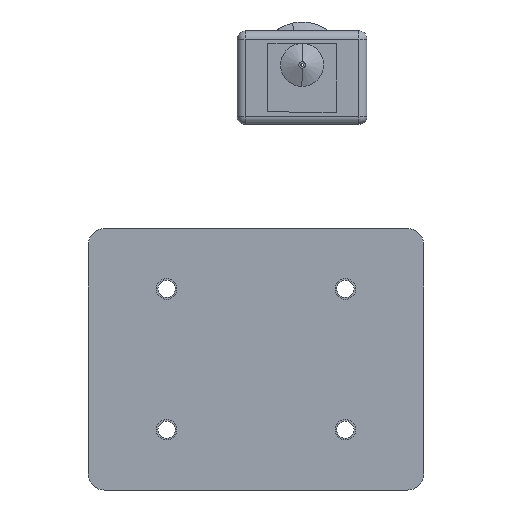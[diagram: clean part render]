
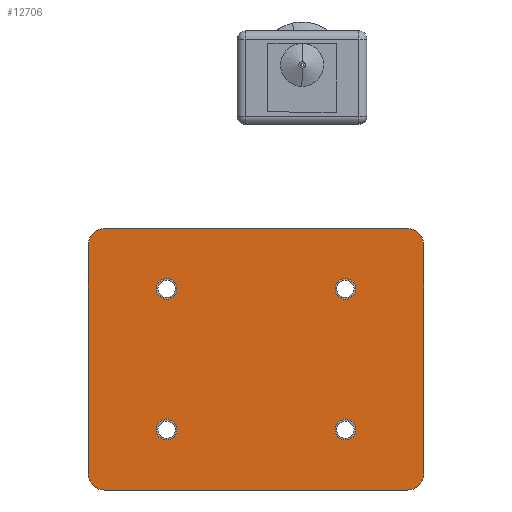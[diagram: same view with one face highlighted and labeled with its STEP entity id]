
A CAD part, front view. The second image highlights one B-rep face of the part: STEP entity #12706.
In plain terms, the highlighted planar face has unit normal (0, -1, 0).
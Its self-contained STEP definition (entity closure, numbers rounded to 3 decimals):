
#686=FACE_BOUND('',#1964,.T.);
#687=FACE_BOUND('',#1965,.T.);
#688=FACE_BOUND('',#1966,.T.);
#689=FACE_BOUND('',#1967,.T.);
#855=PLANE('',#13638);
#1191=FACE_OUTER_BOUND('',#1963,.T.);
#1963=EDGE_LOOP('',(#9116,#9117,#9118,#9119,#9120,#9121,#9122,#9123));
#1964=EDGE_LOOP('',(#9124));
#1965=EDGE_LOOP('',(#9125));
#1966=EDGE_LOOP('',(#9126));
#1967=EDGE_LOOP('',(#9127));
#2890=LINE('',#19800,#3876);
#2891=LINE('',#19804,#3877);
#2892=LINE('',#19808,#3878);
#2893=LINE('',#19811,#3879);
#3876=VECTOR('',#15395,10.);
#3877=VECTOR('',#15398,10.);
#3878=VECTOR('',#15401,10.);
#3879=VECTOR('',#15404,10.);
#4870=CIRCLE('',#13639,3.);
#4871=CIRCLE('',#13640,3.);
#4872=CIRCLE('',#13641,3.);
#4873=CIRCLE('',#13642,3.);
#4874=CIRCLE('',#13643,1.9);
#4875=CIRCLE('',#13644,1.9);
#4876=CIRCLE('',#13645,1.9);
#4877=CIRCLE('',#13646,1.9);
#5791=VERTEX_POINT('',#19796);
#5792=VERTEX_POINT('',#19797);
#5793=VERTEX_POINT('',#19799);
#5794=VERTEX_POINT('',#19801);
#5795=VERTEX_POINT('',#19803);
#5796=VERTEX_POINT('',#19805);
#5797=VERTEX_POINT('',#19807);
#5798=VERTEX_POINT('',#19809);
#5799=VERTEX_POINT('',#19812);
#5800=VERTEX_POINT('',#19814);
#5801=VERTEX_POINT('',#19816);
#5802=VERTEX_POINT('',#19818);
#7179=EDGE_CURVE('',#5791,#5792,#4870,.T.);
#7180=EDGE_CURVE('',#5792,#5793,#2890,.T.);
#7181=EDGE_CURVE('',#5793,#5794,#4871,.T.);
#7182=EDGE_CURVE('',#5794,#5795,#2891,.T.);
#7183=EDGE_CURVE('',#5795,#5796,#4872,.T.);
#7184=EDGE_CURVE('',#5796,#5797,#2892,.T.);
#7185=EDGE_CURVE('',#5797,#5798,#4873,.T.);
#7186=EDGE_CURVE('',#5798,#5791,#2893,.T.);
#7187=EDGE_CURVE('',#5799,#5799,#4874,.T.);
#7188=EDGE_CURVE('',#5800,#5800,#4875,.T.);
#7189=EDGE_CURVE('',#5801,#5801,#4876,.T.);
#7190=EDGE_CURVE('',#5802,#5802,#4877,.T.);
#9116=ORIENTED_EDGE('',*,*,#7179,.T.);
#9117=ORIENTED_EDGE('',*,*,#7180,.T.);
#9118=ORIENTED_EDGE('',*,*,#7181,.T.);
#9119=ORIENTED_EDGE('',*,*,#7182,.T.);
#9120=ORIENTED_EDGE('',*,*,#7183,.T.);
#9121=ORIENTED_EDGE('',*,*,#7184,.T.);
#9122=ORIENTED_EDGE('',*,*,#7185,.T.);
#9123=ORIENTED_EDGE('',*,*,#7186,.T.);
#9124=ORIENTED_EDGE('',*,*,#7187,.T.);
#9125=ORIENTED_EDGE('',*,*,#7188,.T.);
#9126=ORIENTED_EDGE('',*,*,#7189,.T.);
#9127=ORIENTED_EDGE('',*,*,#7190,.T.);
#12706=ADVANCED_FACE('',(#1191,#686,#687,#688,#689),#855,.T.);
#13638=AXIS2_PLACEMENT_3D('',#19795,#15391,#15392);
#13639=AXIS2_PLACEMENT_3D('',#19798,#15393,#15394);
#13640=AXIS2_PLACEMENT_3D('',#19802,#15396,#15397);
#13641=AXIS2_PLACEMENT_3D('',#19806,#15399,#15400);
#13642=AXIS2_PLACEMENT_3D('',#19810,#15402,#15403);
#13643=AXIS2_PLACEMENT_3D('',#19813,#15405,#15406);
#13644=AXIS2_PLACEMENT_3D('',#19815,#15407,#15408);
#13645=AXIS2_PLACEMENT_3D('',#19817,#15409,#15410);
#13646=AXIS2_PLACEMENT_3D('',#19819,#15411,#15412);
#15391=DIRECTION('center_axis',(0.,-1.,0.));
#15392=DIRECTION('ref_axis',(0.,0.,-1.));
#15393=DIRECTION('center_axis',(0.,-1.,0.));
#15394=DIRECTION('ref_axis',(-0.707,0.,-0.707));
#15395=DIRECTION('',(1.,0.,0.));
#15396=DIRECTION('center_axis',(0.,-1.,0.));
#15397=DIRECTION('ref_axis',(0.707,0.,-0.707));
#15398=DIRECTION('',(0.,0.,1.));
#15399=DIRECTION('center_axis',(0.,-1.,0.));
#15400=DIRECTION('ref_axis',(0.707,0.,0.707));
#15401=DIRECTION('',(-1.,0.,0.));
#15402=DIRECTION('center_axis',(0.,-1.,0.));
#15403=DIRECTION('ref_axis',(-0.707,0.,0.707));
#15404=DIRECTION('',(0.,0.,-1.));
#15405=DIRECTION('center_axis',(0.,1.,0.));
#15406=DIRECTION('ref_axis',(1.,0.,0.));
#15407=DIRECTION('center_axis',(0.,1.,0.));
#15408=DIRECTION('ref_axis',(1.,0.,0.));
#15409=DIRECTION('center_axis',(0.,1.,0.));
#15410=DIRECTION('ref_axis',(1.,0.,0.));
#15411=DIRECTION('center_axis',(0.,1.,0.));
#15412=DIRECTION('ref_axis',(1.,0.,0.));
#19795=CARTESIAN_POINT('Origin',(-0.018,-52.055,
-2.362));
#19796=CARTESIAN_POINT('',(-47.5,-52.055,-10.5));
#19797=CARTESIAN_POINT('',(-44.5,-52.055,-13.5));
#19798=CARTESIAN_POINT('Origin',(-44.5,-52.055,-10.5));
#19799=CARTESIAN_POINT('',(11.464,-52.055,-13.5));
#19800=CARTESIAN_POINT('',(14.464,-52.055,-13.5));
#19801=CARTESIAN_POINT('',(14.464,-52.055,-10.5));
#19802=CARTESIAN_POINT('Origin',(11.464,-52.055,-10.5));
#19803=CARTESIAN_POINT('',(14.464,-52.055,31.776));
#19804=CARTESIAN_POINT('',(14.464,-52.055,-13.5));
#19805=CARTESIAN_POINT('',(11.464,-52.055,34.776));
#19806=CARTESIAN_POINT('Origin',(11.464,-52.055,31.776));
#19807=CARTESIAN_POINT('',(-44.5,-52.055,34.776));
#19808=CARTESIAN_POINT('',(-47.5,-52.055,34.776));
#19809=CARTESIAN_POINT('',(-47.5,-52.055,31.776));
#19810=CARTESIAN_POINT('Origin',(-44.5,-52.055,31.776));
#19811=CARTESIAN_POINT('',(-47.5,-52.055,-13.5));
#19812=CARTESIAN_POINT('',(-34.918,-52.055,-2.362));
#19813=CARTESIAN_POINT('Origin',(-33.018,-52.055,-2.362));
#19814=CARTESIAN_POINT('',(-34.918,-52.055,23.638));
#19815=CARTESIAN_POINT('Origin',(-33.018,-52.055,23.638));
#19816=CARTESIAN_POINT('',(-1.918,-52.055,23.638));
#19817=CARTESIAN_POINT('Origin',(-0.018,-52.055,23.638));
#19818=CARTESIAN_POINT('',(-1.918,-52.055,-2.362));
#19819=CARTESIAN_POINT('Origin',(-0.018,-52.055,-2.362));
